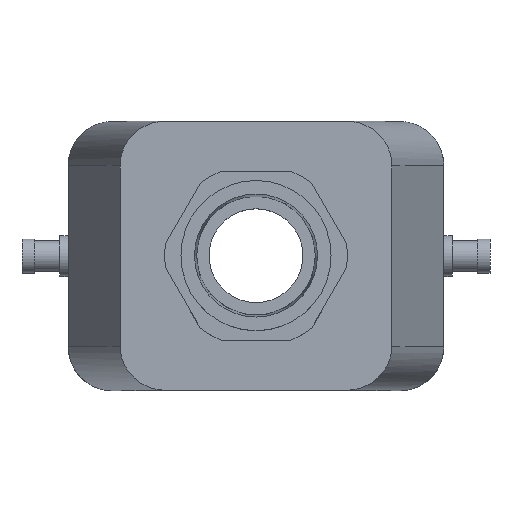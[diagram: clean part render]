
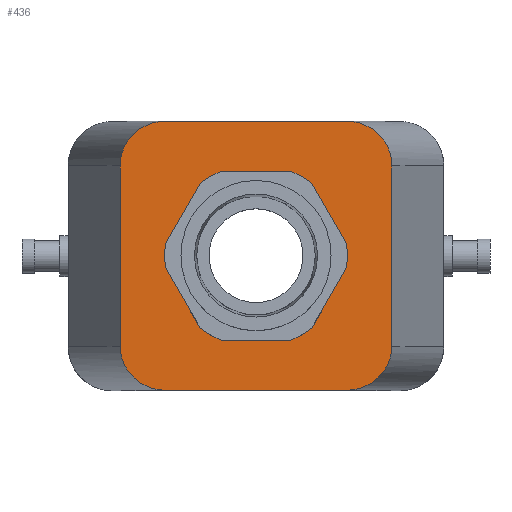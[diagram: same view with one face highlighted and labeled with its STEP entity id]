
A CAD part, top view. The second image highlights one B-rep face of the part: STEP entity #436.
In plain terms, the highlighted planar face has unit normal (0, 0, 1).
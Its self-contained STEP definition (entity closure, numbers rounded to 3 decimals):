
#436 = ADVANCED_FACE( '', ( #924, #925 ), #926, .T. );
#924 = FACE_BOUND( '', #1457, .T. );
#925 = FACE_OUTER_BOUND( '', #1458, .T. );
#926 = PLANE( '', #1459 );
#1457 = EDGE_LOOP( '', ( #2723, #2724, #2725, #2726, #2727, #2728, #2729, #2730, #2731, #2732, #2733, #2734 ) );
#1458 = EDGE_LOOP( '', ( #2735, #2736, #2737, #2738, #2739, #2740, #2741, #2742 ) );
#1459 = AXIS2_PLACEMENT_3D( '', #2743, #2744, #2745 );
#2723 = ORIENTED_EDGE( '', *, *, #3256, .F. );
#2724 = ORIENTED_EDGE( '', *, *, #3445, .T. );
#2725 = ORIENTED_EDGE( '', *, *, #3107, .F. );
#2726 = ORIENTED_EDGE( '', *, *, #3083, .T. );
#2727 = ORIENTED_EDGE( '', *, *, #3283, .F. );
#2728 = ORIENTED_EDGE( '', *, *, #3403, .T. );
#2729 = ORIENTED_EDGE( '', *, *, #3151, .F. );
#2730 = ORIENTED_EDGE( '', *, *, #3226, .T. );
#2731 = ORIENTED_EDGE( '', *, *, #3451, .F. );
#2732 = ORIENTED_EDGE( '', *, *, #3249, .T. );
#2733 = ORIENTED_EDGE( '', *, *, #3515, .F. );
#2734 = ORIENTED_EDGE( '', *, *, #3532, .T. );
#2735 = ORIENTED_EDGE( '', *, *, #3293, .T. );
#2736 = ORIENTED_EDGE( '', *, *, #3503, .T. );
#2737 = ORIENTED_EDGE( '', *, *, #3411, .F. );
#2738 = ORIENTED_EDGE( '', *, *, #3542, .F. );
#2739 = ORIENTED_EDGE( '', *, *, #3387, .T. );
#2740 = ORIENTED_EDGE( '', *, *, #3479, .F. );
#2741 = ORIENTED_EDGE( '', *, *, #3543, .F. );
#2742 = ORIENTED_EDGE( '', *, *, #3145, .T. );
#2743 = CARTESIAN_POINT( '', ( -21.7, 0., 52. ) );
#2744 = DIRECTION( '', ( 0., 0., 1. ) );
#2745 = DIRECTION( '', ( 1., 0., 0. ) );
#3083 = EDGE_CURVE( '', #3638, #3639, #3640, .T. );
#3107 = EDGE_CURVE( '', #3638, #3683, #3684, .T. );
#3145 = EDGE_CURVE( '', #3750, #3748, #3751, .T. );
#3151 = EDGE_CURVE( '', #3759, #3761, #3762, .T. );
#3226 = EDGE_CURVE( '', #3759, #3880, #3881, .T. );
#3249 = EDGE_CURVE( '', #3919, #3920, #3921, .T. );
#3256 = EDGE_CURVE( '', #3931, #3933, #3934, .T. );
#3283 = EDGE_CURVE( '', #3975, #3639, #3977, .T. );
#3293 = EDGE_CURVE( '', #3748, #3990, #3993, .T. );
#3387 = EDGE_CURVE( '', #4127, #4125, #4128, .T. );
#3403 = EDGE_CURVE( '', #3975, #3761, #4150, .T. );
#3411 = EDGE_CURVE( '', #4160, #4153, #4162, .T. );
#3445 = EDGE_CURVE( '', #3931, #3683, #4207, .T. );
#3451 = EDGE_CURVE( '', #3919, #3880, #4213, .T. );
#3479 = EDGE_CURVE( '', #4246, #4125, #4248, .T. );
#3503 = EDGE_CURVE( '', #3990, #4153, #4278, .T. );
#3515 = EDGE_CURVE( '', #4292, #3920, #4294, .T. );
#3532 = EDGE_CURVE( '', #4292, #3933, #4315, .T. );
#3542 = EDGE_CURVE( '', #4127, #4160, #4326, .T. );
#3543 = EDGE_CURVE( '', #3750, #4246, #4327, .T. );
#3638 = VERTEX_POINT( '', #4444 );
#3639 = VERTEX_POINT( '', #4445 );
#3640 = CIRCLE( '', #4446, 14.6 );
#3683 = VERTEX_POINT( '', #4508 );
#3684 = LINE( '', #4509, #4510 );
#3748 = VERTEX_POINT( '', #4600 );
#3750 = VERTEX_POINT( '', #4603 );
#3751 = LINE( '', #4604, #4605 );
#3759 = VERTEX_POINT( '', #4616 );
#3761 = VERTEX_POINT( '', #4619 );
#3762 = LINE( '', #4620, #4621 );
#3880 = VERTEX_POINT( '', #4832 );
#3881 = CIRCLE( '', #4833, 14.6 );
#3919 = VERTEX_POINT( '', #4881 );
#3920 = VERTEX_POINT( '', #4882 );
#3921 = CIRCLE( '', #4883, 14.6 );
#3931 = VERTEX_POINT( '', #4896 );
#3933 = VERTEX_POINT( '', #4899 );
#3934 = LINE( '', #4900, #4901 );
#3975 = VERTEX_POINT( '', #5033 );
#3977 = LINE( '', #5036, #5037 );
#3990 = VERTEX_POINT( '', #5053 );
#3993 = ELLIPSE( '', #5057, 7.232, 7. );
#4125 = VERTEX_POINT( '', #5246 );
#4127 = VERTEX_POINT( '', #5249 );
#4128 = ELLIPSE( '', #5250, 7.232, 7. );
#4150 = CIRCLE( '', #5280, 14.6 );
#4153 = VERTEX_POINT( '', #5283 );
#4160 = VERTEX_POINT( '', #5293 );
#4162 = ELLIPSE( '', #5296, 7.232, 7. );
#4207 = CIRCLE( '', #5361, 14.6 );
#4213 = LINE( '', #5368, #5369 );
#4246 = VERTEX_POINT( '', #5414 );
#4248 = LINE( '', #5417, #5418 );
#4278 = LINE( '', #5466, #5467 );
#4292 = VERTEX_POINT( '', #5526 );
#4294 = LINE( '', #5529, #5530 );
#4315 = CIRCLE( '', #5556, 14.6 );
#4326 = LINE( '', #5574, #5575 );
#4327 = ELLIPSE( '', #5576, 7.232, 7. );
#4444 = CARTESIAN_POINT( '', ( 8.912, -11.565, 52. ) );
#4445 = CARTESIAN_POINT( '', ( 5.56, -13.5, 52. ) );
#4446 = AXIS2_PLACEMENT_3D( '', #5671, #5672, #5673 );
#4508 = CARTESIAN_POINT( '', ( 14.471, -1.935, 52. ) );
#4509 = CARTESIAN_POINT( '', ( 7.794, -13.5, 52. ) );
#4510 = VECTOR( '', #5680, 1000. );
#4600 = CARTESIAN_POINT( '', ( -21.7, -14.5, 52. ) );
#4603 = CARTESIAN_POINT( '', ( -21.7, 14.5, 52. ) );
#4604 = CARTESIAN_POINT( '', ( -21.7, 0., 52. ) );
#4605 = VECTOR( '', #5714, 1000. );
#4616 = CARTESIAN_POINT( '', ( -14.471, -1.935, 52. ) );
#4619 = CARTESIAN_POINT( '', ( -8.912, -11.565, 52. ) );
#4620 = CARTESIAN_POINT( '', ( -15.588, 0., 52. ) );
#4621 = VECTOR( '', #5719, 1000. );
#4832 = CARTESIAN_POINT( '', ( -14.471, 1.935, 52. ) );
#4833 = AXIS2_PLACEMENT_3D( '', #5785, #5786, #5787 );
#4881 = CARTESIAN_POINT( '', ( -8.912, 11.565, 52. ) );
#4882 = CARTESIAN_POINT( '', ( -5.56, 13.5, 52. ) );
#4883 = AXIS2_PLACEMENT_3D( '', #5819, #5820, #5821 );
#4896 = CARTESIAN_POINT( '', ( 14.471, 1.935, 52. ) );
#4899 = CARTESIAN_POINT( '', ( 8.912, 11.565, 52. ) );
#4900 = CARTESIAN_POINT( '', ( 15.588, 0., 52. ) );
#4901 = VECTOR( '', #5829, 1000. );
#5033 = CARTESIAN_POINT( '', ( -5.56, -13.5, 52. ) );
#5036 = CARTESIAN_POINT( '', ( -7.794, -13.5, 52. ) );
#5037 = VECTOR( '', #5858, 1000. );
#5053 = CARTESIAN_POINT( '', ( -14.468, -21.5, 52. ) );
#5057 = AXIS2_PLACEMENT_3D( '', #5869, #5870, #5871 );
#5246 = CARTESIAN_POINT( '', ( 14.468, 21.5, 52. ) );
#5249 = CARTESIAN_POINT( '', ( 21.7, 14.5, 52. ) );
#5250 = AXIS2_PLACEMENT_3D( '', #5959, #5960, #5961 );
#5280 = AXIS2_PLACEMENT_3D( '', #5982, #5983, #5984 );
#5283 = CARTESIAN_POINT( '', ( 14.468, -21.5, 52. ) );
#5293 = CARTESIAN_POINT( '', ( 21.7, -14.5, 52. ) );
#5296 = AXIS2_PLACEMENT_3D( '', #5995, #5996, #5997 );
#5361 = AXIS2_PLACEMENT_3D( '', #6025, #6026, #6027 );
#5368 = CARTESIAN_POINT( '', ( -7.794, 13.5, 52. ) );
#5369 = VECTOR( '', #6035, 1000. );
#5414 = CARTESIAN_POINT( '', ( -14.468, 21.5, 52. ) );
#5417 = CARTESIAN_POINT( '', ( -21.7, 21.5, 52. ) );
#5418 = VECTOR( '', #6063, 1000. );
#5466 = CARTESIAN_POINT( '', ( -21.7, -21.5, 52. ) );
#5467 = VECTOR( '', #6081, 1000. );
#5526 = CARTESIAN_POINT( '', ( 5.56, 13.5, 52. ) );
#5529 = CARTESIAN_POINT( '', ( 7.794, 13.5, 52. ) );
#5530 = VECTOR( '', #6089, 1000. );
#5556 = AXIS2_PLACEMENT_3D( '', #6106, #6107, #6108 );
#5574 = CARTESIAN_POINT( '', ( 21.7, 0., 52. ) );
#5575 = VECTOR( '', #6113, 1000. );
#5576 = AXIS2_PLACEMENT_3D( '', #6114, #6115, #6116 );
#5671 = CARTESIAN_POINT( '', ( 0., 0., 52. ) );
#5672 = DIRECTION( '', ( 0., 0., -1. ) );
#5673 = DIRECTION( '', ( 1., 0., 0. ) );
#5680 = DIRECTION( '', ( 0.5, 0.866, 0. ) );
#5714 = DIRECTION( '', ( 0., -1., 0. ) );
#5719 = DIRECTION( '', ( 0.5, -0.866, 0. ) );
#5785 = CARTESIAN_POINT( '', ( 0., 0., 52. ) );
#5786 = DIRECTION( '', ( 0., 0., -1. ) );
#5787 = DIRECTION( '', ( 1., 0., 0. ) );
#5819 = CARTESIAN_POINT( '', ( 0., 0., 52. ) );
#5820 = DIRECTION( '', ( 0., 0., -1. ) );
#5821 = DIRECTION( '', ( 1., 0., 0. ) );
#5829 = DIRECTION( '', ( -0.5, 0.866, 0. ) );
#5858 = DIRECTION( '', ( 1., 0., 0. ) );
#5869 = CARTESIAN_POINT( '', ( -14.468, -14.5, 52. ) );
#5870 = DIRECTION( '', ( 0., 0., 1. ) );
#5871 = DIRECTION( '', ( -1., 0., 0. ) );
#5959 = CARTESIAN_POINT( '', ( 14.468, 14.5, 52. ) );
#5960 = DIRECTION( '', ( 0., 0., 1. ) );
#5961 = DIRECTION( '', ( 1., 0., 0. ) );
#5982 = CARTESIAN_POINT( '', ( 0., 0., 52. ) );
#5983 = DIRECTION( '', ( 0., 0., -1. ) );
#5984 = DIRECTION( '', ( 1., 0., 0. ) );
#5995 = CARTESIAN_POINT( '', ( 14.468, -14.5, 52. ) );
#5996 = DIRECTION( '', ( 0., 0., -1. ) );
#5997 = DIRECTION( '', ( 1., 0., 0. ) );
#6025 = CARTESIAN_POINT( '', ( 0., 0., 52. ) );
#6026 = DIRECTION( '', ( 0., 0., -1. ) );
#6027 = DIRECTION( '', ( 1., 0., 0. ) );
#6035 = DIRECTION( '', ( -0.5, -0.866, 0. ) );
#6063 = DIRECTION( '', ( 1., 0., 0. ) );
#6081 = DIRECTION( '', ( 1., 0., 0. ) );
#6089 = DIRECTION( '', ( -1., 0., 0. ) );
#6106 = CARTESIAN_POINT( '', ( 0., 0., 52. ) );
#6107 = DIRECTION( '', ( 0., 0., -1. ) );
#6108 = DIRECTION( '', ( 1., 0., 0. ) );
#6113 = DIRECTION( '', ( 0., -1., 0. ) );
#6114 = CARTESIAN_POINT( '', ( -14.468, 14.5, 52. ) );
#6115 = DIRECTION( '', ( 0., 0., -1. ) );
#6116 = DIRECTION( '', ( -1., 0., 0. ) );
